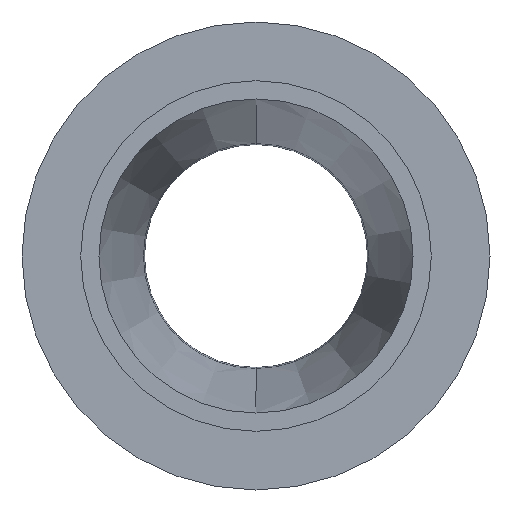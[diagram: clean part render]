
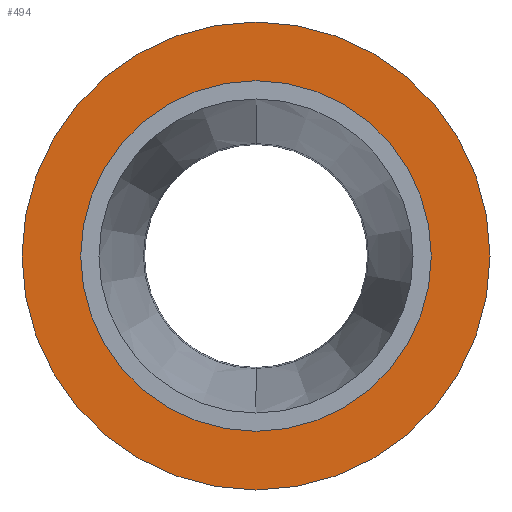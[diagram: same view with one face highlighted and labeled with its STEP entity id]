
A CAD part, left-side view. The second image highlights one B-rep face of the part: STEP entity #494.
In plain terms, the highlighted planar face has unit normal (-1, 0, 0).
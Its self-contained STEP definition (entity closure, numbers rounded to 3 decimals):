
#18 = AXIS2_PLACEMENT_3D ( 'NONE', #293, #292, #290 ) ;
#28 = DIRECTION ( 'NONE',  ( 0., 0., -1. ) ) ;
#38 = AXIS2_PLACEMENT_3D ( 'NONE', #387, #376, #374 ) ;
#39 = PLANE ( 'NONE',  #210 ) ;
#44 = AXIS2_PLACEMENT_3D ( 'NONE', #415, #414, #405 ) ;
#47 = DIRECTION ( 'NONE',  ( 1., 0., 0. ) ) ;
#57 = CARTESIAN_POINT ( 'NONE',  ( 0., 20.6, 0. ) ) ;
#68 = CIRCLE ( 'NONE', #18, 27.5 ) ;
#83 = ORIENTED_EDGE ( 'NONE', *, *, #683, .F. ) ;
#93 = CIRCLE ( 'NONE', #38, 27.5 ) ;
#96 = CARTESIAN_POINT ( 'NONE',  ( 0., 0., 20.6 ) ) ;
#97 = CIRCLE ( 'NONE', #44, 20.6 ) ;
#120 = AXIS2_PLACEMENT_3D ( 'NONE', #572, #567, #562 ) ;
#132 = CIRCLE ( 'NONE', #120, 20.6 ) ;
#179 = FACE_OUTER_BOUND ( 'NONE', #350, .T. ) ;
#186 = CARTESIAN_POINT ( 'NONE',  ( 0., 0., -20.6 ) ) ;
#205 = ORIENTED_EDGE ( 'NONE', *, *, #702, .T. ) ;
#210 = AXIS2_PLACEMENT_3D ( 'NONE', #57, #47, #28 ) ;
#212 = FACE_BOUND ( 'NONE', #379, .T. ) ;
#290 = DIRECTION ( 'NONE',  ( 0., 0., 1. ) ) ;
#292 = DIRECTION ( 'NONE',  ( -1., 0., 0. ) ) ;
#293 = CARTESIAN_POINT ( 'NONE',  ( 0., 0., 0. ) ) ;
#350 = EDGE_LOOP ( 'NONE', ( #681, #205 ) ) ;
#374 = DIRECTION ( 'NONE',  ( 0., 0., 1. ) ) ;
#376 = DIRECTION ( 'NONE',  ( -1., 0., 0. ) ) ;
#379 = EDGE_LOOP ( 'NONE', ( #430, #83 ) ) ;
#387 = CARTESIAN_POINT ( 'NONE',  ( 0., 0., 0. ) ) ;
#405 = DIRECTION ( 'NONE',  ( 0., 0., 1. ) ) ;
#414 = DIRECTION ( 'NONE',  ( -1., 0., 0. ) ) ;
#415 = CARTESIAN_POINT ( 'NONE',  ( 0., 0., 0. ) ) ;
#430 = ORIENTED_EDGE ( 'NONE', *, *, #642, .F. ) ;
#435 = VERTEX_POINT ( 'NONE', #186 ) ;
#463 = VERTEX_POINT ( 'NONE', #96 ) ;
#494 = ADVANCED_FACE ( 'NONE', ( #212, #179 ), #39, .F. ) ;
#557 = VERTEX_POINT ( 'NONE', #781 ) ;
#558 = VERTEX_POINT ( 'NONE', #784 ) ;
#562 = DIRECTION ( 'NONE',  ( 0., 0., 1. ) ) ;
#567 = DIRECTION ( 'NONE',  ( -1., 0., 0. ) ) ;
#572 = CARTESIAN_POINT ( 'NONE',  ( 0., 0., 0. ) ) ;
#642 = EDGE_CURVE ( 'NONE', #463, #435, #132, .T. ) ;
#681 = ORIENTED_EDGE ( 'NONE', *, *, #688, .T. ) ;
#683 = EDGE_CURVE ( 'NONE', #435, #463, #97, .T. ) ;
#688 = EDGE_CURVE ( 'NONE', #558, #557, #93, .T. ) ;
#702 = EDGE_CURVE ( 'NONE', #557, #558, #68, .T. ) ;
#781 = CARTESIAN_POINT ( 'NONE',  ( 0., 0., -27.5 ) ) ;
#784 = CARTESIAN_POINT ( 'NONE',  ( 0., 0., 27.5 ) ) ;
